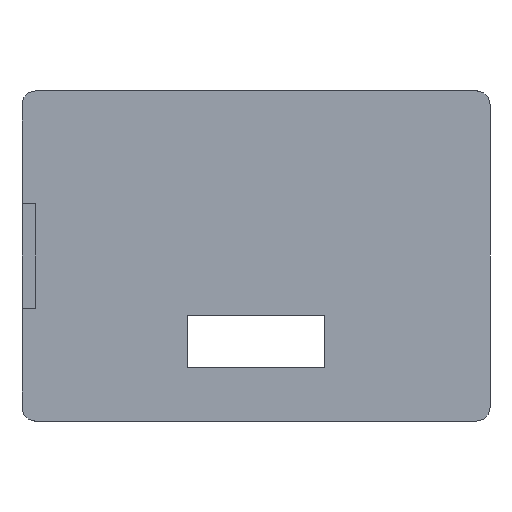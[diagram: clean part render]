
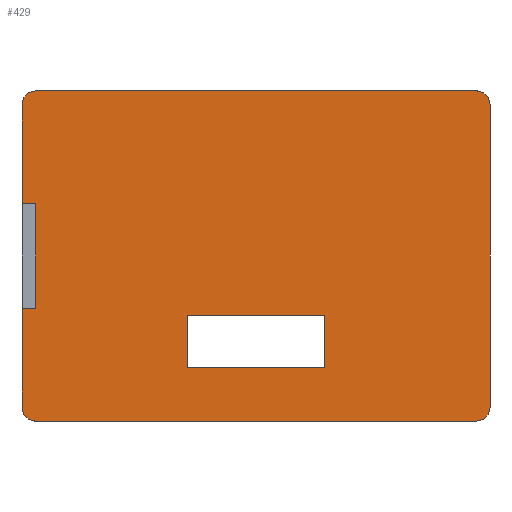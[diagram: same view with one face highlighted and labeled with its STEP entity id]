
A CAD part, front view. The second image highlights one B-rep face of the part: STEP entity #429.
In plain terms, the highlighted planar face has unit normal (0, -1, 0).
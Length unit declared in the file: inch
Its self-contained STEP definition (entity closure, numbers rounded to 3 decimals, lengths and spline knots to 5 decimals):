
#15=FACE_BOUND('',#84,.T.);
#17=CIRCLE('',#456,0.02);
#18=CIRCLE('',#459,0.02);
#19=CIRCLE('',#465,0.02);
#20=CIRCLE('',#467,0.02);
#61=FACE_OUTER_BOUND('',#83,.T.);
#83=EDGE_LOOP('',(#371,#372,#373,#374,#375,#376,#377,#378,#379,#380,#381,
#382));
#84=EDGE_LOOP('',(#383,#384,#385,#386));
#89=LINE('',#601,#133);
#92=LINE('',#607,#136);
#95=LINE('',#613,#139);
#98=LINE('',#617,#142);
#100=LINE('',#623,#144);
#108=LINE('',#638,#152);
#109=LINE('',#640,#153);
#110=LINE('',#643,#154);
#114=LINE('',#650,#158);
#122=LINE('',#688,#166);
#127=LINE('',#704,#171);
#130=LINE('',#713,#174);
#133=VECTOR('',#477,0.197);
#136=VECTOR('',#482,0.075);
#139=VECTOR('',#487,0.197);
#142=VECTOR('',#492,0.075);
#144=VECTOR('',#496,0.02);
#152=VECTOR('',#508,0.02);
#153=VECTOR('',#511,0.15);
#154=VECTOR('',#514,0.141);
#158=VECTOR('',#518,0.141);
#166=VECTOR('',#558,0.629);
#171=VECTOR('',#575,0.432);
#174=VECTOR('',#588,0.629);
#177=VERTEX_POINT('',#598);
#178=VERTEX_POINT('',#600);
#180=VERTEX_POINT('',#606);
#182=VERTEX_POINT('',#612);
#183=VERTEX_POINT('',#619);
#185=VERTEX_POINT('',#622);
#189=VERTEX_POINT('',#634);
#190=VERTEX_POINT('',#636);
#191=VERTEX_POINT('',#642);
#194=VERTEX_POINT('',#648);
#207=VERTEX_POINT('',#682);
#208=VERTEX_POINT('',#686);
#209=VERTEX_POINT('',#690);
#210=VERTEX_POINT('',#692);
#213=VERTEX_POINT('',#703);
#214=VERTEX_POINT('',#707);
#217=EDGE_CURVE('',#178,#177,#89,.T.);
#220=EDGE_CURVE('',#180,#178,#92,.T.);
#223=EDGE_CURVE('',#182,#180,#95,.T.);
#226=EDGE_CURVE('',#177,#182,#98,.T.);
#228=EDGE_CURVE('',#185,#183,#100,.T.);
#236=EDGE_CURVE('',#189,#190,#108,.T.);
#237=EDGE_CURVE('',#183,#189,#109,.T.);
#238=EDGE_CURVE('',#185,#191,#110,.T.);
#242=EDGE_CURVE('',#194,#190,#114,.T.);
#259=EDGE_CURVE('',#207,#194,#17,.T.);
#261=EDGE_CURVE('',#208,#207,#122,.T.);
#263=EDGE_CURVE('',#209,#210,#18,.T.);
#269=EDGE_CURVE('',#210,#213,#127,.T.);
#271=EDGE_CURVE('',#191,#214,#19,.T.);
#273=EDGE_CURVE('',#213,#208,#20,.T.);
#274=EDGE_CURVE('',#214,#209,#130,.T.);
#371=ORIENTED_EDGE('',*,*,#236,.T.);
#372=ORIENTED_EDGE('',*,*,#242,.F.);
#373=ORIENTED_EDGE('',*,*,#259,.F.);
#374=ORIENTED_EDGE('',*,*,#261,.F.);
#375=ORIENTED_EDGE('',*,*,#273,.F.);
#376=ORIENTED_EDGE('',*,*,#269,.F.);
#377=ORIENTED_EDGE('',*,*,#263,.F.);
#378=ORIENTED_EDGE('',*,*,#274,.F.);
#379=ORIENTED_EDGE('',*,*,#271,.F.);
#380=ORIENTED_EDGE('',*,*,#238,.F.);
#381=ORIENTED_EDGE('',*,*,#228,.T.);
#382=ORIENTED_EDGE('',*,*,#237,.T.);
#383=ORIENTED_EDGE('',*,*,#223,.T.);
#384=ORIENTED_EDGE('',*,*,#220,.T.);
#385=ORIENTED_EDGE('',*,*,#217,.T.);
#386=ORIENTED_EDGE('',*,*,#226,.T.);
#407=PLANE('',#469);
#429=ADVANCED_FACE('',(#61,#15),#407,.F.);
#456=AXIS2_PLACEMENT_3D('',#684,#553,#554);
#459=AXIS2_PLACEMENT_3D('',#693,#562,#563);
#465=AXIS2_PLACEMENT_3D('',#708,#579,#580);
#467=AXIS2_PLACEMENT_3D('',#711,#584,#585);
#469=AXIS2_PLACEMENT_3D('',#714,#589,#590);
#477=DIRECTION('',(1.,0.,0.));
#482=DIRECTION('',(0.,0.,1.));
#487=DIRECTION('',(-1.,0.,0.));
#492=DIRECTION('',(0.,0.,-1.));
#496=DIRECTION('',(1.,0.,0.));
#508=DIRECTION('',(-1.,0.,0.));
#511=DIRECTION('',(0.,0.,-1.));
#514=DIRECTION('',(0.,0.,1.));
#518=DIRECTION('',(0.,0.,1.));
#553=DIRECTION('center_axis',(0.,1.,0.));
#554=DIRECTION('ref_axis',(0.,0.,-1.));
#558=DIRECTION('',(-1.,0.,0.));
#562=DIRECTION('center_axis',(0.,1.,0.));
#563=DIRECTION('ref_axis',(0.,0.,1.));
#575=DIRECTION('',(0.,0.,-1.));
#579=DIRECTION('center_axis',(0.,1.,0.));
#580=DIRECTION('ref_axis',(-1.,0.,0.));
#584=DIRECTION('center_axis',(0.,1.,0.));
#585=DIRECTION('ref_axis',(1.,0.,0.));
#588=DIRECTION('',(1.,0.,0.));
#589=DIRECTION('center_axis',(0.,1.,0.));
#590=DIRECTION('ref_axis',(0.,0.,1.));
#598=CARTESIAN_POINT('',(0.0985,0.,-0.0845));
#600=CARTESIAN_POINT('',(-0.0985,0.,-0.0845));
#601=CARTESIAN_POINT('',(0.04925,0.,-0.0845));
#606=CARTESIAN_POINT('',(-0.0985,0.,-0.1595));
#607=CARTESIAN_POINT('',(-0.0985,0.,-0.04225));
#612=CARTESIAN_POINT('',(0.0985,0.,-0.1595));
#613=CARTESIAN_POINT('',(-0.04925,0.,-0.1595));
#617=CARTESIAN_POINT('',(0.0985,0.,-0.07975));
#619=CARTESIAN_POINT('',(-0.3145,0.,0.075));
#622=CARTESIAN_POINT('',(-0.3345,0.,0.075));
#623=CARTESIAN_POINT('',(-0.16725,0.,0.075));
#634=CARTESIAN_POINT('',(-0.3145,0.,-0.075));
#636=CARTESIAN_POINT('',(-0.3345,0.,-0.075));
#638=CARTESIAN_POINT('',(-0.16725,0.,-0.075));
#640=CARTESIAN_POINT('',(-0.3145,0.,0.));
#642=CARTESIAN_POINT('',(-0.3345,0.,0.216));
#643=CARTESIAN_POINT('',(-0.3345,0.,-0.216));
#648=CARTESIAN_POINT('',(-0.3345,0.,-0.216));
#650=CARTESIAN_POINT('',(-0.3345,0.,-0.216));
#682=CARTESIAN_POINT('',(-0.3145,0.,-0.236));
#684=CARTESIAN_POINT('Origin',(-0.3145,0.,-0.216));
#686=CARTESIAN_POINT('',(0.3145,0.,-0.236));
#688=CARTESIAN_POINT('',(0.3145,0.,-0.236));
#690=CARTESIAN_POINT('',(0.3145,0.,0.236));
#692=CARTESIAN_POINT('',(0.3345,0.,0.216));
#693=CARTESIAN_POINT('Origin',(0.3145,0.,0.216));
#703=CARTESIAN_POINT('',(0.3345,0.,-0.216));
#704=CARTESIAN_POINT('',(0.3345,0.,0.216));
#707=CARTESIAN_POINT('',(-0.3145,0.,0.236));
#708=CARTESIAN_POINT('Origin',(-0.3145,0.,0.216));
#711=CARTESIAN_POINT('Origin',(0.3145,0.,-0.216));
#713=CARTESIAN_POINT('',(-0.3145,0.,0.236));
#714=CARTESIAN_POINT('Origin',(0.,0.,0.));
